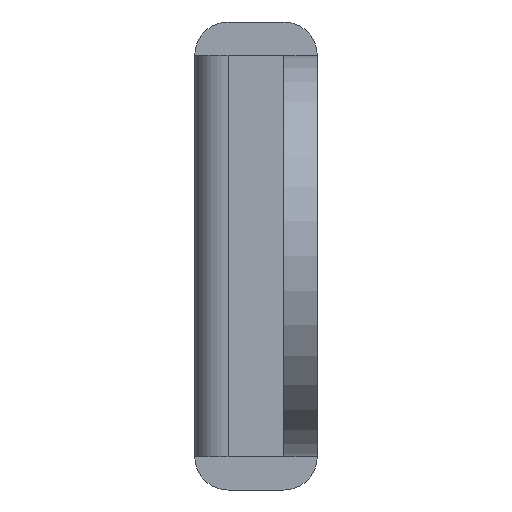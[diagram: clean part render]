
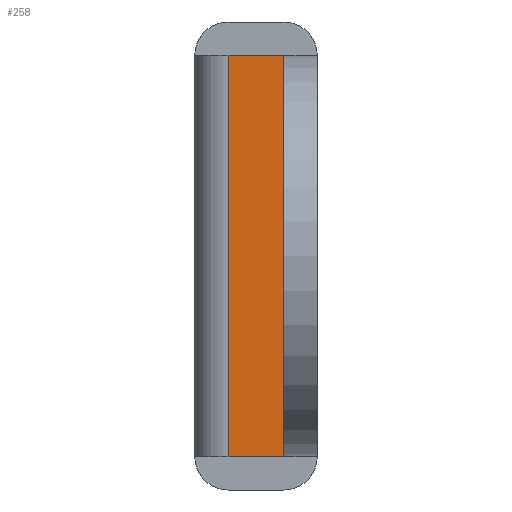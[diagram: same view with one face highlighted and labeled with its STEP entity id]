
A CAD part, left-side view. The second image highlights one B-rep face of the part: STEP entity #258.
In plain terms, the highlighted planar face has unit normal (-1, 0, 0).
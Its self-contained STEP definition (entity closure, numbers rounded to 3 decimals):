
#23 = CARTESIAN_POINT ( 'NONE',  ( -10.5, 1.5, 9. ) ) ;
#106 = CARTESIAN_POINT ( 'NONE',  ( -10.5, 1.5, -9. ) ) ;
#109 = CARTESIAN_POINT ( 'NONE',  ( -10.5, 4., -9. ) ) ;
#156 = DIRECTION ( 'NONE',  ( 0., 0., -1. ) ) ;
#157 = CARTESIAN_POINT ( 'NONE',  ( -10.5, 4., 9. ) ) ;
#232 = EDGE_CURVE ( 'NONE', #600, #615, #555, .T. ) ;
#255 = EDGE_CURVE ( 'NONE', #600, #642, #299, .T. ) ;
#258 = ADVANCED_FACE ( 'NONE', ( #301 ), #1559, .F. ) ;
#299 = LINE ( 'NONE', #1566, #1389 ) ;
#301 = FACE_OUTER_BOUND ( 'NONE', #494, .T. ) ;
#407 = LINE ( 'NONE', #1652, #1433 ) ;
#428 = LINE ( 'NONE', #1243, #900 ) ;
#494 = EDGE_LOOP ( 'NONE', ( #750, #751, #752, #748 ) ) ;
#555 = LINE ( 'NONE', #157, #1790 ) ;
#600 = VERTEX_POINT ( 'NONE', #1483 ) ;
#615 = VERTEX_POINT ( 'NONE', #109 ) ;
#616 = VERTEX_POINT ( 'NONE', #106 ) ;
#642 = VERTEX_POINT ( 'NONE', #23 ) ;
#748 = ORIENTED_EDGE ( 'NONE', *, *, #232, .T. ) ;
#750 = ORIENTED_EDGE ( 'NONE', *, *, #1600, .T. ) ;
#751 = ORIENTED_EDGE ( 'NONE', *, *, #1737, .F. ) ;
#752 = ORIENTED_EDGE ( 'NONE', *, *, #255, .F. ) ;
#900 = VECTOR ( 'NONE', #1242, 1000. ) ;
#1242 = DIRECTION ( 'NONE',  ( 0., 0., -1. ) ) ;
#1243 = CARTESIAN_POINT ( 'NONE',  ( -10.5, 1.5, 9. ) ) ;
#1389 = VECTOR ( 'NONE', #1565, 1000. ) ;
#1390 = AXIS2_PLACEMENT_3D ( 'NONE', #1558, #1557, #1556 ) ;
#1433 = VECTOR ( 'NONE', #1651, 1000. ) ;
#1483 = CARTESIAN_POINT ( 'NONE',  ( -10.5, 4., 9. ) ) ;
#1556 = DIRECTION ( 'NONE',  ( 0., 1., 0. ) ) ;
#1557 = DIRECTION ( 'NONE',  ( 1., 0., 0. ) ) ;
#1558 = CARTESIAN_POINT ( 'NONE',  ( -10.5, 1.5, 9. ) ) ;
#1559 = PLANE ( 'NONE',  #1390 ) ;
#1565 = DIRECTION ( 'NONE',  ( 0., -1., 0. ) ) ;
#1566 = CARTESIAN_POINT ( 'NONE',  ( -10.5, 1.5, 9. ) ) ;
#1600 = EDGE_CURVE ( 'NONE', #615, #616, #407, .T. ) ;
#1651 = DIRECTION ( 'NONE',  ( 0., -1., 0. ) ) ;
#1652 = CARTESIAN_POINT ( 'NONE',  ( -10.5, 1.5, -9. ) ) ;
#1737 = EDGE_CURVE ( 'NONE', #642, #616, #428, .T. ) ;
#1790 = VECTOR ( 'NONE', #156, 1000. ) ;
